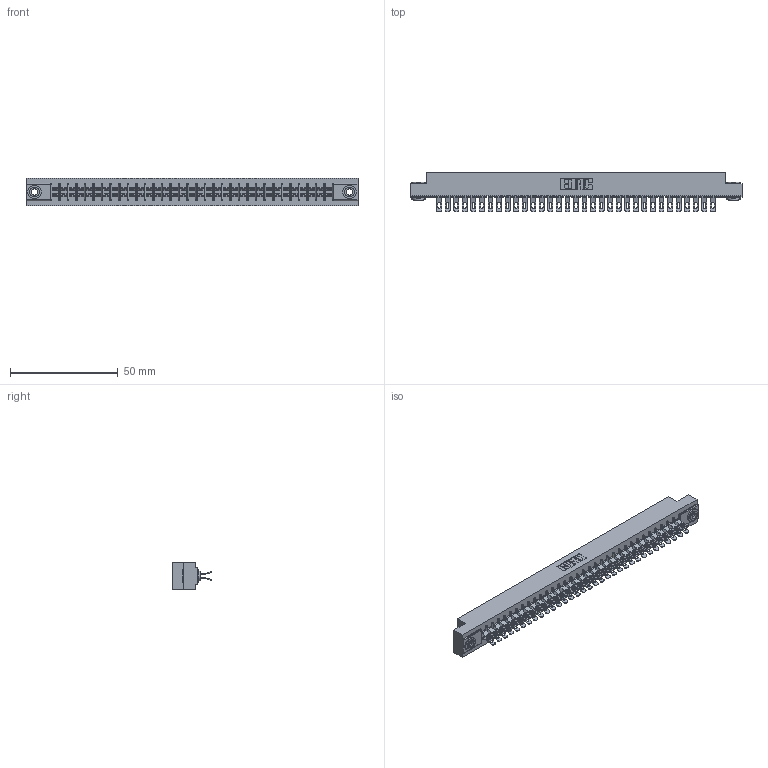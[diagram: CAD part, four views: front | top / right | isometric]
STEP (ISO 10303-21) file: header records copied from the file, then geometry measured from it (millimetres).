
FILE_DESCRIPTION (( 'STEP AP203' ), '1' );
FILE_NAME ('315-066-555-203.STEP', '2019-09-10T20:54:45', ( '' ), ( '' ), 'SwSTEP 2.0', 'SolidWorks 2016', '' );
FILE_SCHEMA (( 'CONFIG_CONTROL_DESIGN' ));
Length unit declared in the file: inch
Products named in the file (4): 305-290-001_555; 345-250-002_345-250-002-102; 315-066-555-203; 305 Part_.156 Dia
Assembly tree (69 placements, depth 2):
  315-066-555-203
    305 Part_.156 Dia
    305-290-001_555  x66
    345-250-002_345-250-002-102  x2
Bounding box: 153.77 x 18.41 x 12.7 mm (x, y, z)
Volume: 16187.4 mm3; surface area: 21873.4 mm2
Topology: 69 solids, 69 shells, 4524 faces, 13463 edges, 8794 vertices
Faces by surface type: plane 2204, cylinder 2180, sphere 132, cone 8
Entity records: 38515 total; most frequent: CARTESIAN_POINT 6372, ORIENTED_EDGE 6306, DIRECTION 6181, EDGE_CURVE 3153, LINE 2511, VECTOR 2511, VERTEX_POINT 2010, AXIS2_PLACEMENT_3D 1835
